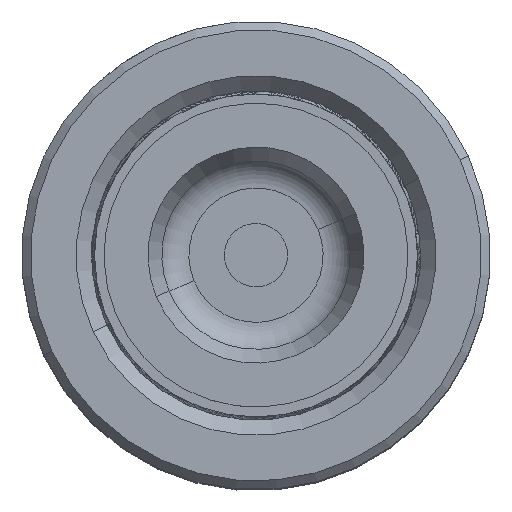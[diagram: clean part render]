
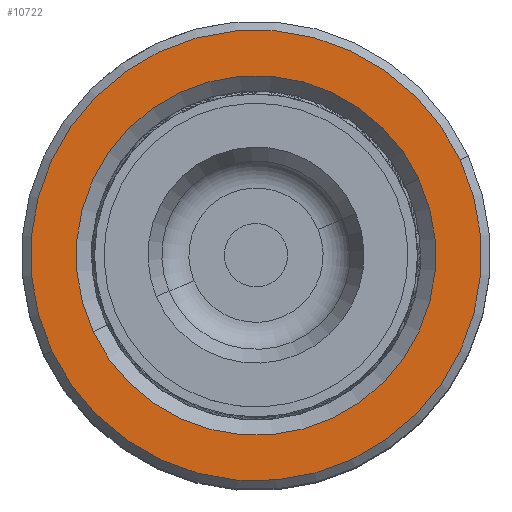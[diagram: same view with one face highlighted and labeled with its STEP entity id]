
A CAD part, top view. The second image highlights one B-rep face of the part: STEP entity #10722.
In plain terms, the highlighted planar face has unit normal (0, 0, 1).
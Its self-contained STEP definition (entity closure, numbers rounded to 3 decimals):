
#247 = ORIENTED_EDGE ( 'NONE', *, *, #28441, .T. ) ;
#418 = DIRECTION ( 'NONE',  ( 0., 0., 1. ) ) ;
#1312 = ORIENTED_EDGE ( 'NONE', *, *, #28097, .T. ) ;
#1473 = AXIS2_PLACEMENT_3D ( 'NONE', #39866, #4606, #33344 ) ;
#1646 = ORIENTED_EDGE ( 'NONE', *, *, #4553, .T. ) ;
#1812 = DIRECTION ( 'NONE',  ( 1., 0., 0. ) ) ;
#2079 = AXIS2_PLACEMENT_3D ( 'NONE', #32224, #418, #15958 ) ;
#3362 = FACE_OUTER_BOUND ( 'NONE', #14274, .T. ) ;
#4553 = EDGE_CURVE ( 'NONE', #11254, #14577, #32790, .T. ) ;
#4606 = DIRECTION ( 'NONE',  ( 0., 0., -1. ) ) ;
#5817 = AXIS2_PLACEMENT_3D ( 'NONE', #17642, #39839, #1812 ) ;
#10255 = CARTESIAN_POINT ( 'NONE',  ( -14.2, 0., 50. ) ) ;
#10722 = ADVANCED_FACE ( 'NONE', ( #3362, #18732 ), #38568, .T. ) ;
#11254 = VERTEX_POINT ( 'NONE', #22040 ) ;
#13573 = CARTESIAN_POINT ( 'NONE',  ( -17.8, 0., 50. ) ) ;
#14274 = EDGE_LOOP ( 'NONE', ( #1312, #247 ) ) ;
#14577 = VERTEX_POINT ( 'NONE', #10255 ) ;
#15958 = DIRECTION ( 'NONE',  ( 1., 0., 0. ) ) ;
#17642 = CARTESIAN_POINT ( 'NONE',  ( 0., 0., 50. ) ) ;
#18732 = FACE_BOUND ( 'NONE', #32091, .T. ) ;
#19397 = CARTESIAN_POINT ( 'NONE',  ( 17.8, 0., 50. ) ) ;
#20044 = CIRCLE ( 'NONE', #21502, 17.8 ) ;
#20741 = VERTEX_POINT ( 'NONE', #19397 ) ;
#21502 = AXIS2_PLACEMENT_3D ( 'NONE', #28464, #25018, #25149 ) ;
#22040 = CARTESIAN_POINT ( 'NONE',  ( 14.2, 0., 50. ) ) ;
#22666 = CARTESIAN_POINT ( 'NONE',  ( 0., 0., 50. ) ) ;
#25018 = DIRECTION ( 'NONE',  ( 0., 0., 1. ) ) ;
#25149 = DIRECTION ( 'NONE',  ( 1., 0., 0. ) ) ;
#28097 = EDGE_CURVE ( 'NONE', #35163, #20741, #20044, .T. ) ;
#28441 = EDGE_CURVE ( 'NONE', #20741, #35163, #36413, .T. ) ;
#28464 = CARTESIAN_POINT ( 'NONE',  ( 0., 0., 50. ) ) ;
#30098 = AXIS2_PLACEMENT_3D ( 'NONE', #22666, #38590, #32244 ) ;
#32091 = EDGE_LOOP ( 'NONE', ( #1646, #33610 ) ) ;
#32224 = CARTESIAN_POINT ( 'NONE',  ( 0., 0., 50. ) ) ;
#32244 = DIRECTION ( 'NONE',  ( 1., 0., 0. ) ) ;
#32790 = CIRCLE ( 'NONE', #1473, 14.2 ) ;
#33344 = DIRECTION ( 'NONE',  ( 1., 0., 0. ) ) ;
#33610 = ORIENTED_EDGE ( 'NONE', *, *, #37011, .T. ) ;
#35163 = VERTEX_POINT ( 'NONE', #13573 ) ;
#35631 = CIRCLE ( 'NONE', #30098, 14.2 ) ;
#36413 = CIRCLE ( 'NONE', #5817, 17.8 ) ;
#37011 = EDGE_CURVE ( 'NONE', #14577, #11254, #35631, .T. ) ;
#38568 = PLANE ( 'NONE',  #2079 ) ;
#38590 = DIRECTION ( 'NONE',  ( 0., 0., -1. ) ) ;
#39839 = DIRECTION ( 'NONE',  ( 0., 0., 1. ) ) ;
#39866 = CARTESIAN_POINT ( 'NONE',  ( 0., 0., 50. ) ) ;
